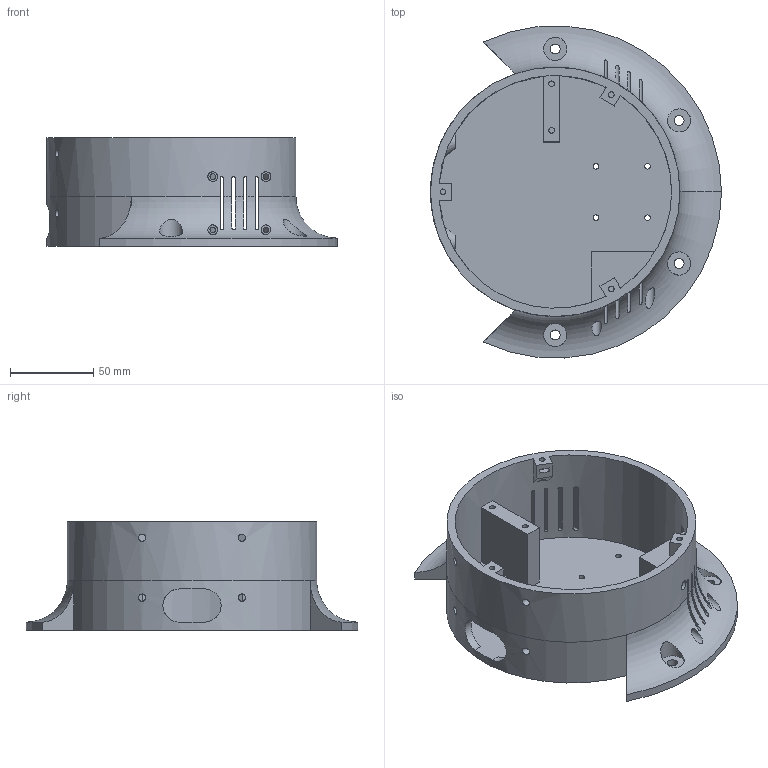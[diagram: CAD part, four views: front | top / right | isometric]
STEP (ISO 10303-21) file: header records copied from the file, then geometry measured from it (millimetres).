
FILE_DESCRIPTION(('FreeCAD Model'),'2;1');
FILE_NAME('BaseBot.step', '2018-01-15T19:38:15',('Author'),(''), 'Open CASCADE STEP processor 6.8','FreeCAD','Unknown');
FILE_SCHEMA(('AUTOMOTIVE_DESIGN_CC2 { 1 2 10303 214 -1 1 5 4 }'));
Length unit declared in the file: millimetre
Products named in the file (1): BaseBot
Bounding box: 175 x 199.66 x 65.5 mm (x, y, z)
Volume: 341774.2 mm3; surface area: 125628.4 mm2
Topology: 1 solids, 1 shells, 157 faces, 455 edges, 315 vertices
Faces by surface type: plane 91, cylinder 60, cone 4, torus 2
Full cylindrical faces by diameter (mm): 3.4 x18, 4.4 x4, 5.9 x4, 6 x4, 6.8 x4, 14 x4, 140 x1, 150 x1
Entity records: 38056 total; most frequent: CARTESIAN_POINT 29623, DIRECTION 1305, ORIENTED_EDGE 910, PCURVE 910, DEFINITIONAL_REPRESENTATION 910, LINE 693, VECTOR 693, EDGE_CURVE 455
